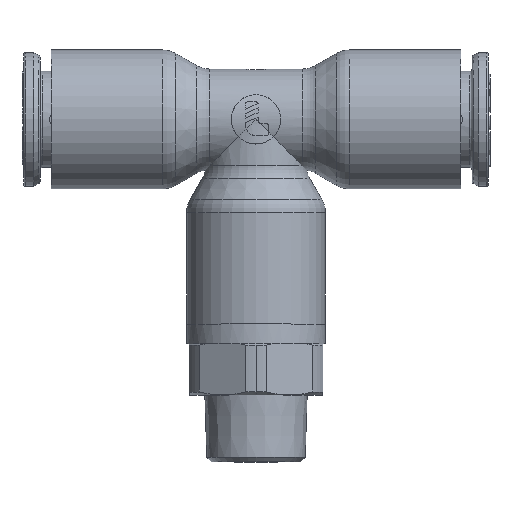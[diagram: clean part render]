
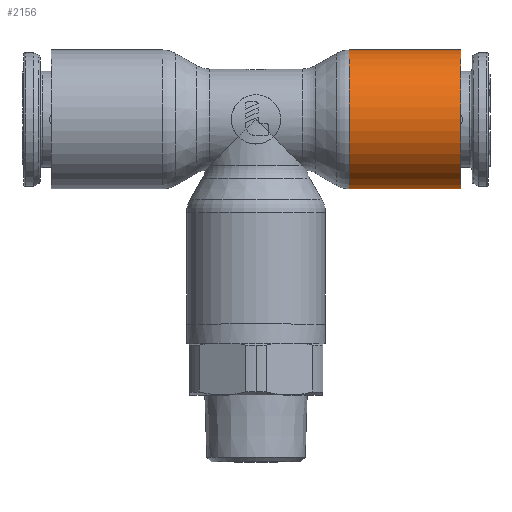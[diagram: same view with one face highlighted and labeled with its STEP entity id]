
A CAD part, top view. The second image highlights one B-rep face of the part: STEP entity #2156.
In plain terms, the highlighted cylindrical face has radius 6.75 mm (diameter 13.5 mm), a partial arc.
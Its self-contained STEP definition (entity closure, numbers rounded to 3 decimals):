
#2156=ADVANCED_FACE('',(#5426),#5427,.T.);
#5426=FACE_OUTER_BOUND('',#10598,.T.);
#5427=CYLINDRICAL_SURFACE('',#10599,6.75);
#10598=EDGE_LOOP('',(#19150,#19151,#19152,#19153));
#10599=AXIS2_PLACEMENT_3D('',#19154,#19155,#19156);
#19150=ORIENTED_EDGE('',*,*,#31392,.T.);
#19151=ORIENTED_EDGE('',*,*,#31393,.T.);
#19152=ORIENTED_EDGE('',*,*,#31394,.T.);
#19153=ORIENTED_EDGE('',*,*,#31395,.T.);
#19154=CARTESIAN_POINT('',(-21.89,0.0,0.0));
#19155=DIRECTION('',(-1.0,-0.0,0.0));
#19156=DIRECTION('',(0.0,-1.0,0.0));
#31392=EDGE_CURVE('',#37716,#37717,#37718,.T.);
#31393=EDGE_CURVE('',#37717,#37719,#37720,.T.);
#31394=EDGE_CURVE('',#37719,#37721,#37722,.T.);
#31395=EDGE_CURVE('',#37721,#37716,#37723,.T.);
#37716=VERTEX_POINT('',#48395);
#37717=VERTEX_POINT('',#48396);
#37718=LINE('',#48397,#48398);
#37719=VERTEX_POINT('',#48399);
#37720=CIRCLE('',#48400,6.75);
#37721=VERTEX_POINT('',#48401);
#37722=LINE('',#48402,#48403);
#37723=CIRCLE('',#48404,6.75);
#48395=CARTESIAN_POINT('',(9.07,-6.75,0.0));
#48396=CARTESIAN_POINT('',(19.9,-6.75,0.0));
#48397=CARTESIAN_POINT('',(14.485,-6.75,0.));
#48398=VECTOR('',#59491,1.0);
#48399=CARTESIAN_POINT('',(19.9,6.75,0.));
#48400=AXIS2_PLACEMENT_3D('',#59492,#59493,#59494);
#48401=CARTESIAN_POINT('',(9.07,6.75,0.));
#48402=CARTESIAN_POINT('',(14.485,6.75,0.));
#48403=VECTOR('',#59495,1.0);
#48404=AXIS2_PLACEMENT_3D('',#59496,#59497,#59498);
#59491=DIRECTION('',(1.0,-0.0,-0.0));
#59492=CARTESIAN_POINT('',(19.9,0.0,0.0));
#59493=DIRECTION('',(-1.0,0.0,0.0));
#59494=DIRECTION('',(0.0,1.0,0.0));
#59495=DIRECTION('',(-1.0,-0.0,-0.0));
#59496=CARTESIAN_POINT('',(9.07,0.0,0.0));
#59497=DIRECTION('',(1.0,0.0,0.0));
#59498=DIRECTION('',(0.0,1.0,0.0));
